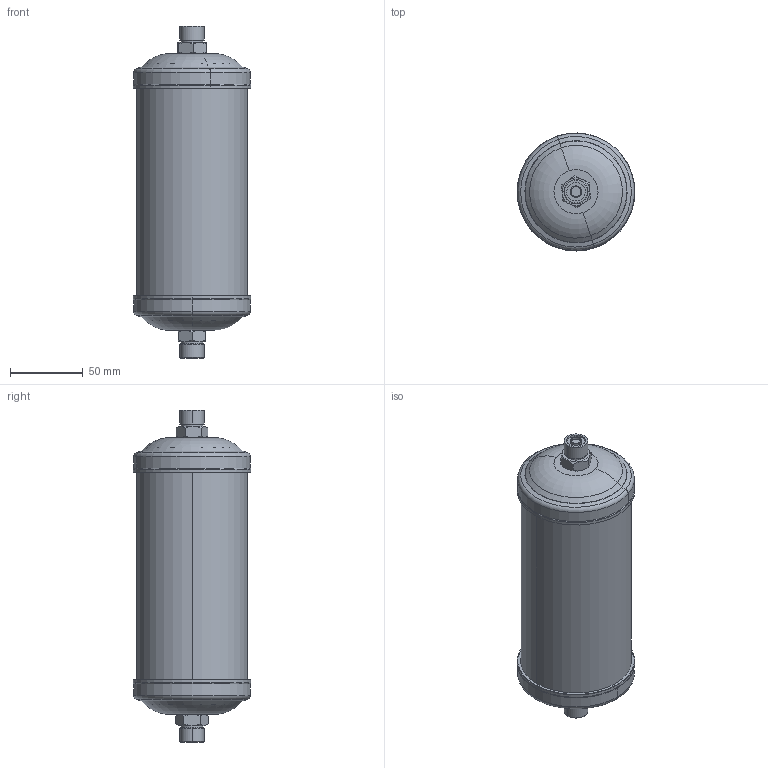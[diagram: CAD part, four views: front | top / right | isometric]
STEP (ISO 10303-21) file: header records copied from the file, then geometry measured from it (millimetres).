
FILE_DESCRIPTION (( 'STEP AP203' ), '1' );
FILE_NAME ('023Z0217R - DCL 303FS.STEP', '2022-12-06T09:27:35', ( '' ), ( '' ), 'SwSTEP 2.0', 'SolidWorks 2020', '' );
FILE_SCHEMA (( 'CONFIG_CONTROL_DESIGN' ));
Length unit declared in the file: millimetre
Products named in the file (1): 023Z0217R - DCL 303FS
Bounding box: 80.8 x 80.8 x 228 mm (x, y, z)
Volume: 852356.3 mm3; surface area: 55241.1 mm2
Topology: 1 solids, 1 shells, 122 faces, 250 edges, 144 vertices
Faces by surface type: cone 48, cylinder 30, plane 28, torus 16
Entity records: 3503 total; most frequent: CARTESIAN_POINT 853, DIRECTION 584, ORIENTED_EDGE 500, AXIS2_PLACEMENT_3D 259, EDGE_CURVE 250, VERTEX_POINT 144, EDGE_LOOP 136, CIRCLE 136
